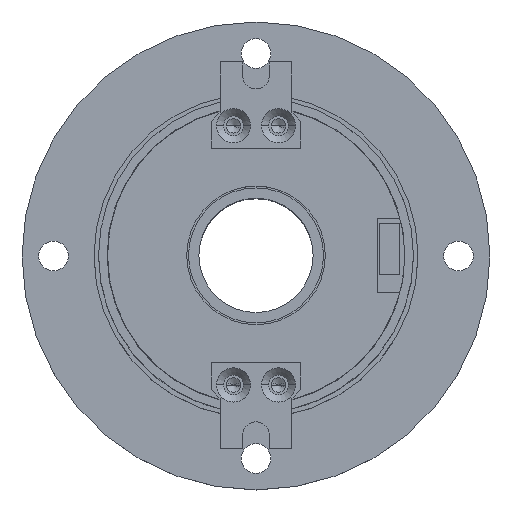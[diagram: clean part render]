
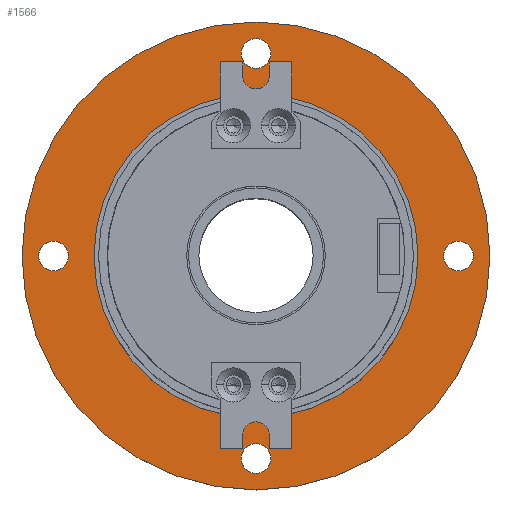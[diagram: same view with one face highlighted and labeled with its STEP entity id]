
A CAD part, top view. The second image highlights one B-rep face of the part: STEP entity #1566.
In plain terms, the highlighted planar face has unit normal (0, 0, 1).
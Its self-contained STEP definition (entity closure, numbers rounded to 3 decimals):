
#41 = CIRCLE ( 'NONE', #1304, 1.65 ) ;
#57 = EDGE_CURVE ( 'NONE', #3517, #3271, #3119, .T. ) ;
#109 = EDGE_CURVE ( 'NONE', #3078, #1231, #2404, .T. ) ;
#178 = DIRECTION ( 'NONE',  ( 0., 0., -1. ) ) ;
#211 = VERTEX_POINT ( 'NONE', #613 ) ;
#215 = AXIS2_PLACEMENT_3D ( 'NONE', #2588, #759, #2891 ) ;
#279 = DIRECTION ( 'NONE',  ( -1., 0., 0. ) ) ;
#319 = EDGE_CURVE ( 'NONE', #502, #2213, #3167, .T. ) ;
#366 = ORIENTED_EDGE ( 'NONE', *, *, #319, .T. ) ;
#459 = ORIENTED_EDGE ( 'NONE', *, *, #57, .T. ) ;
#502 = VERTEX_POINT ( 'NONE', #1765 ) ;
#527 = CIRCLE ( 'NONE', #3088, 26. ) ;
#530 = FACE_BOUND ( 'NONE', #3085, .T. ) ;
#613 = CARTESIAN_POINT ( 'NONE',  ( -1.65, 22.5, 0. ) ) ;
#621 = FACE_BOUND ( 'NONE', #2082, .T. ) ;
#654 = EDGE_LOOP ( 'NONE', ( #2328, #3711 ) ) ;
#673 = CIRCLE ( 'NONE', #1684, 1.65 ) ;
#707 = CARTESIAN_POINT ( 'NONE',  ( 0., 0., 0. ) ) ;
#734 = CIRCLE ( 'NONE', #1118, 1.65 ) ;
#737 = DIRECTION ( 'NONE',  ( 0., 0., -1. ) ) ;
#753 = CARTESIAN_POINT ( 'NONE',  ( 0., 22.5, 0. ) ) ;
#756 = VERTEX_POINT ( 'NONE', #3426 ) ;
#759 = DIRECTION ( 'NONE',  ( 0., 0., -1. ) ) ;
#838 = VERTEX_POINT ( 'NONE', #2619 ) ;
#966 = CARTESIAN_POINT ( 'NONE',  ( 0., -22.5, 0. ) ) ;
#1013 = EDGE_CURVE ( 'NONE', #1231, #3078, #734, .T. ) ;
#1020 = DIRECTION ( 'NONE',  ( -1., 0., 0. ) ) ;
#1070 = DIRECTION ( 'NONE',  ( -1., 0., 0. ) ) ;
#1118 = AXIS2_PLACEMENT_3D ( 'NONE', #3933, #2102, #279 ) ;
#1135 = ORIENTED_EDGE ( 'NONE', *, *, #3592, .F. ) ;
#1165 = EDGE_CURVE ( 'NONE', #2412, #1936, #3301, .T. ) ;
#1231 = VERTEX_POINT ( 'NONE', #2001 ) ;
#1258 = DIRECTION ( 'NONE',  ( 0., 0., -1. ) ) ;
#1283 = DIRECTION ( 'NONE',  ( -1., 0., 0. ) ) ;
#1304 = AXIS2_PLACEMENT_3D ( 'NONE', #2009, #178, #2315 ) ;
#1344 = FACE_OUTER_BOUND ( 'NONE', #3756, .T. ) ;
#1350 = DIRECTION ( 'NONE',  ( 0., 0., -1. ) ) ;
#1361 = DIRECTION ( 'NONE',  ( 0., 0., -1. ) ) ;
#1402 = CARTESIAN_POINT ( 'NONE',  ( -18., 0., 0. ) ) ;
#1438 = FACE_BOUND ( 'NONE', #654, .T. ) ;
#1441 = CIRCLE ( 'NONE', #1459, 1.65 ) ;
#1459 = AXIS2_PLACEMENT_3D ( 'NONE', #3591, #1754, #3896 ) ;
#1486 = CIRCLE ( 'NONE', #2350, 1.65 ) ;
#1501 = EDGE_LOOP ( 'NONE', ( #366, #3358 ) ) ;
#1560 = DIRECTION ( 'NONE',  ( 0., 0., -1. ) ) ;
#1566 = ADVANCED_FACE ( 'NONE', ( #621, #1438, #530, #3679, #1344, #2862 ), #2219, .F. ) ;
#1572 = ORIENTED_EDGE ( 'NONE', *, *, #1165, .F. ) ;
#1584 = CIRCLE ( 'NONE', #2494, 1.65 ) ;
#1684 = AXIS2_PLACEMENT_3D ( 'NONE', #3165, #1350, #3473 ) ;
#1696 = EDGE_CURVE ( 'NONE', #838, #756, #41, .T. ) ;
#1754 = DIRECTION ( 'NONE',  ( 0., 0., -1. ) ) ;
#1765 = CARTESIAN_POINT ( 'NONE',  ( -1.65, -22.5, 0. ) ) ;
#1839 = DIRECTION ( 'NONE',  ( -1., 0., 0. ) ) ;
#1923 = CARTESIAN_POINT ( 'NONE',  ( 26., 0., 0. ) ) ;
#1929 = DIRECTION ( 'NONE',  ( -1., 0., 0. ) ) ;
#1936 = VERTEX_POINT ( 'NONE', #1923 ) ;
#2001 = CARTESIAN_POINT ( 'NONE',  ( 20.85, 0., 0. ) ) ;
#2009 = CARTESIAN_POINT ( 'NONE',  ( -22.5, 0., 0. ) ) ;
#2082 = EDGE_LOOP ( 'NONE', ( #2265, #3278 ) ) ;
#2102 = DIRECTION ( 'NONE',  ( 0., 0., -1. ) ) ;
#2133 = CARTESIAN_POINT ( 'NONE',  ( 18., 0., 0. ) ) ;
#2213 = VERTEX_POINT ( 'NONE', #2717 ) ;
#2219 = PLANE ( 'NONE',  #3006 ) ;
#2222 = ORIENTED_EDGE ( 'NONE', *, *, #2637, .T. ) ;
#2265 = ORIENTED_EDGE ( 'NONE', *, *, #2384, .T. ) ;
#2315 = DIRECTION ( 'NONE',  ( -1., 0., 0. ) ) ;
#2328 = ORIENTED_EDGE ( 'NONE', *, *, #1696, .T. ) ;
#2350 = AXIS2_PLACEMENT_3D ( 'NONE', #2565, #737, #2869 ) ;
#2374 = CARTESIAN_POINT ( 'NONE',  ( 24.15, 0., 0. ) ) ;
#2384 = EDGE_CURVE ( 'NONE', #211, #2706, #673, .T. ) ;
#2404 = CIRCLE ( 'NONE', #3678, 1.65 ) ;
#2412 = VERTEX_POINT ( 'NONE', #2566 ) ;
#2419 = AXIS2_PLACEMENT_3D ( 'NONE', #3375, #1560, #3693 ) ;
#2430 = EDGE_CURVE ( 'NONE', #2706, #211, #1584, .T. ) ;
#2446 = EDGE_LOOP ( 'NONE', ( #2222, #459 ) ) ;
#2494 = AXIS2_PLACEMENT_3D ( 'NONE', #753, #2887, #1070 ) ;
#2565 = CARTESIAN_POINT ( 'NONE',  ( -22.5, 0., 0. ) ) ;
#2566 = CARTESIAN_POINT ( 'NONE',  ( -26., 0., 0. ) ) ;
#2588 = CARTESIAN_POINT ( 'NONE',  ( 0., 0., 0. ) ) ;
#2619 = CARTESIAN_POINT ( 'NONE',  ( -24.15, 0., 0. ) ) ;
#2637 = EDGE_CURVE ( 'NONE', #3271, #3517, #3788, .T. ) ;
#2645 = AXIS2_PLACEMENT_3D ( 'NONE', #707, #2843, #1020 ) ;
#2706 = VERTEX_POINT ( 'NONE', #3083 ) ;
#2717 = CARTESIAN_POINT ( 'NONE',  ( 1.65, -22.5, 0. ) ) ;
#2825 = EDGE_CURVE ( 'NONE', #756, #838, #1486, .T. ) ;
#2843 = DIRECTION ( 'NONE',  ( 0., 0., -1. ) ) ;
#2862 = FACE_BOUND ( 'NONE', #2446, .T. ) ;
#2869 = DIRECTION ( 'NONE',  ( -1., 0., 0. ) ) ;
#2887 = DIRECTION ( 'NONE',  ( 0., 0., -1. ) ) ;
#2891 = DIRECTION ( 'NONE',  ( -1., 0., 0. ) ) ;
#2904 = ORIENTED_EDGE ( 'NONE', *, *, #109, .T. ) ;
#2972 = AXIS2_PLACEMENT_3D ( 'NONE', #966, #3102, #1283 ) ;
#3006 = AXIS2_PLACEMENT_3D ( 'NONE', #3447, #3767, #1929 ) ;
#3071 = EDGE_CURVE ( 'NONE', #2213, #502, #1441, .T. ) ;
#3077 = CARTESIAN_POINT ( 'NONE',  ( 0., 0., 0. ) ) ;
#3078 = VERTEX_POINT ( 'NONE', #2374 ) ;
#3083 = CARTESIAN_POINT ( 'NONE',  ( 1.65, 22.5, 0. ) ) ;
#3085 = EDGE_LOOP ( 'NONE', ( #3651, #2904 ) ) ;
#3088 = AXIS2_PLACEMENT_3D ( 'NONE', #3077, #1258, #3382 ) ;
#3102 = DIRECTION ( 'NONE',  ( 0., 0., -1. ) ) ;
#3119 = CIRCLE ( 'NONE', #2645, 18. ) ;
#3165 = CARTESIAN_POINT ( 'NONE',  ( 0., 22.5, 0. ) ) ;
#3167 = CIRCLE ( 'NONE', #2972, 1.65 ) ;
#3175 = CARTESIAN_POINT ( 'NONE',  ( 22.5, 0., 0. ) ) ;
#3271 = VERTEX_POINT ( 'NONE', #1402 ) ;
#3278 = ORIENTED_EDGE ( 'NONE', *, *, #2430, .T. ) ;
#3301 = CIRCLE ( 'NONE', #215, 26. ) ;
#3358 = ORIENTED_EDGE ( 'NONE', *, *, #3071, .T. ) ;
#3375 = CARTESIAN_POINT ( 'NONE',  ( 0., 0., 0. ) ) ;
#3382 = DIRECTION ( 'NONE',  ( -1., 0., 0. ) ) ;
#3426 = CARTESIAN_POINT ( 'NONE',  ( -20.85, 0., 0. ) ) ;
#3447 = CARTESIAN_POINT ( 'NONE',  ( 0., 0., 0. ) ) ;
#3473 = DIRECTION ( 'NONE',  ( -1., 0., 0. ) ) ;
#3517 = VERTEX_POINT ( 'NONE', #2133 ) ;
#3591 = CARTESIAN_POINT ( 'NONE',  ( 0., -22.5, 0. ) ) ;
#3592 = EDGE_CURVE ( 'NONE', #1936, #2412, #527, .T. ) ;
#3651 = ORIENTED_EDGE ( 'NONE', *, *, #1013, .T. ) ;
#3678 = AXIS2_PLACEMENT_3D ( 'NONE', #3175, #1361, #1839 ) ;
#3679 = FACE_BOUND ( 'NONE', #1501, .T. ) ;
#3693 = DIRECTION ( 'NONE',  ( -1., 0., 0. ) ) ;
#3711 = ORIENTED_EDGE ( 'NONE', *, *, #2825, .T. ) ;
#3756 = EDGE_LOOP ( 'NONE', ( #1135, #1572 ) ) ;
#3767 = DIRECTION ( 'NONE',  ( 0., 0., -1. ) ) ;
#3788 = CIRCLE ( 'NONE', #2419, 18. ) ;
#3896 = DIRECTION ( 'NONE',  ( -1., 0., 0. ) ) ;
#3933 = CARTESIAN_POINT ( 'NONE',  ( 22.5, 0., 0. ) ) ;
